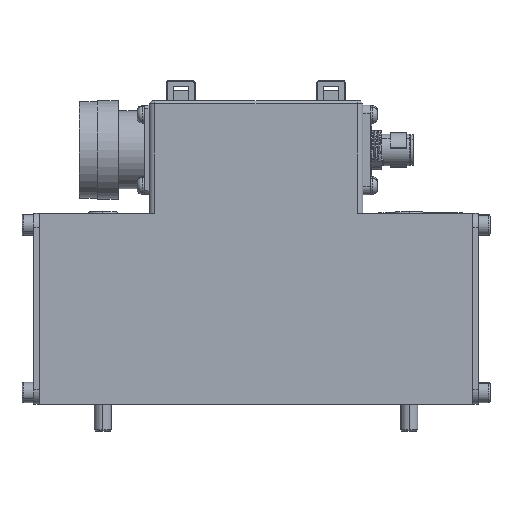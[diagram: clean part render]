
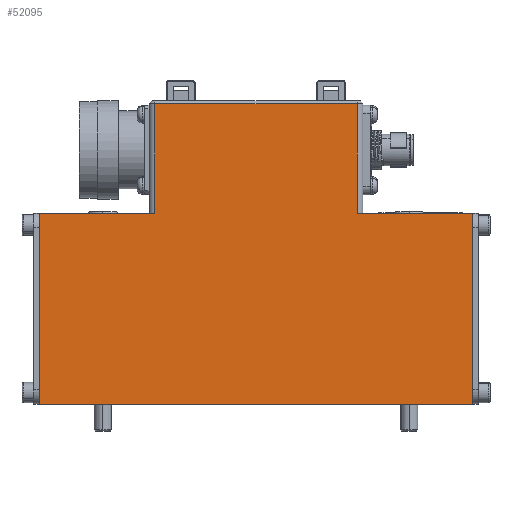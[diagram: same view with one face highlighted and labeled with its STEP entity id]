
A CAD part, top view. The second image highlights one B-rep face of the part: STEP entity #52095.
In plain terms, the highlighted planar face has unit normal (0, 0, 1).
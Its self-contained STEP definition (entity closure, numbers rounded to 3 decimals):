
#1247 = VECTOR ( 'NONE', #42244, 1000. ) ;
#4485 = EDGE_CURVE ( 'NONE', #42671, #48884, #58093, .T. ) ;
#4854 = VECTOR ( 'NONE', #51775, 1000. ) ;
#6345 = VECTOR ( 'NONE', #35707, 1000. ) ;
#6423 = DIRECTION ( 'NONE',  ( -1., 0., 0. ) ) ;
#7939 = CARTESIAN_POINT ( 'NONE',  ( -75., 66., 23. ) ) ;
#9312 = CARTESIAN_POINT ( 'NONE',  ( 75., 0., 23. ) ) ;
#10066 = EDGE_CURVE ( 'NONE', #48884, #49192, #65661, .T. ) ;
#10067 = CARTESIAN_POINT ( 'NONE',  ( -75., 66., 23. ) ) ;
#11735 = PLANE ( 'NONE',  #61872 ) ;
#11748 = CARTESIAN_POINT ( 'NONE',  ( 75., 66., 23. ) ) ;
#12944 = VECTOR ( 'NONE', #29621, 1000. ) ;
#13716 = CARTESIAN_POINT ( 'NONE',  ( -35., 66., 23. ) ) ;
#14481 = VECTOR ( 'NONE', #6423, 1000. ) ;
#14616 = EDGE_CURVE ( 'NONE', #41072, #49192, #18065, .T. ) ;
#18065 = LINE ( 'NONE', #46974, #46792 ) ;
#19223 = VERTEX_POINT ( 'NONE', #39983 ) ;
#23382 = CARTESIAN_POINT ( 'NONE',  ( -35., 104., 23. ) ) ;
#25814 = EDGE_CURVE ( 'NONE', #53854, #19223, #60118, .T. ) ;
#27707 = ORIENTED_EDGE ( 'NONE', *, *, #39094, .T. ) ;
#27874 = EDGE_CURVE ( 'NONE', #19223, #53060, #53777, .T. ) ;
#28733 = CARTESIAN_POINT ( 'NONE',  ( -75., 66., 23. ) ) ;
#28973 = DIRECTION ( 'NONE',  ( 0., 1., 0. ) ) ;
#29254 = ORIENTED_EDGE ( 'NONE', *, *, #27874, .T. ) ;
#29621 = DIRECTION ( 'NONE',  ( 0., 1., 0. ) ) ;
#29935 = CARTESIAN_POINT ( 'NONE',  ( -35., 66., 23. ) ) ;
#30440 = DIRECTION ( 'NONE',  ( 1., 0., 0. ) ) ;
#31258 = ORIENTED_EDGE ( 'NONE', *, *, #25814, .T. ) ;
#32954 = LINE ( 'NONE', #47739, #63367 ) ;
#34614 = ORIENTED_EDGE ( 'NONE', *, *, #4485, .F. ) ;
#35095 = ORIENTED_EDGE ( 'NONE', *, *, #14616, .T. ) ;
#35707 = DIRECTION ( 'NONE',  ( 0., -1., 0. ) ) ;
#39094 = EDGE_CURVE ( 'NONE', #42671, #53854, #43409, .T. ) ;
#39983 = CARTESIAN_POINT ( 'NONE',  ( -35., 104., 23. ) ) ;
#41072 = VERTEX_POINT ( 'NONE', #50031 ) ;
#42244 = DIRECTION ( 'NONE',  ( 0., -1., 0. ) ) ;
#42671 = VERTEX_POINT ( 'NONE', #45534 ) ;
#43340 = LINE ( 'NONE', #7939, #1247 ) ;
#43409 = LINE ( 'NONE', #69637, #12944 ) ;
#43884 = ORIENTED_EDGE ( 'NONE', *, *, #10066, .F. ) ;
#44337 = ORIENTED_EDGE ( 'NONE', *, *, #66825, .F. ) ;
#45534 = CARTESIAN_POINT ( 'NONE',  ( 35., 66., 23. ) ) ;
#46579 = CARTESIAN_POINT ( 'NONE',  ( 35., 104., 23. ) ) ;
#46792 = VECTOR ( 'NONE', #52694, 1000. ) ;
#46974 = CARTESIAN_POINT ( 'NONE',  ( -75., 0., 23. ) ) ;
#47542 = EDGE_CURVE ( 'NONE', #49290, #41072, #43340, .T. ) ;
#47739 = CARTESIAN_POINT ( 'NONE',  ( -75., 66., 23. ) ) ;
#48884 = VERTEX_POINT ( 'NONE', #62883 ) ;
#49192 = VERTEX_POINT ( 'NONE', #9312 ) ;
#49290 = VERTEX_POINT ( 'NONE', #10067 ) ;
#49760 = DIRECTION ( 'NONE',  ( 1., 0., 0. ) ) ;
#50031 = CARTESIAN_POINT ( 'NONE',  ( -75., 0., 23. ) ) ;
#51775 = DIRECTION ( 'NONE',  ( 0., -1., 0. ) ) ;
#52095 = ADVANCED_FACE ( 'NONE', ( #63813 ), #11735, .F. ) ;
#52694 = DIRECTION ( 'NONE',  ( 1., 0., 0. ) ) ;
#53060 = VERTEX_POINT ( 'NONE', #13716 ) ;
#53777 = LINE ( 'NONE', #29935, #6345 ) ;
#53854 = VERTEX_POINT ( 'NONE', #46579 ) ;
#55242 = CARTESIAN_POINT ( 'NONE',  ( -75., 66., 23. ) ) ;
#56300 = VECTOR ( 'NONE', #49760, 1000. ) ;
#58093 = LINE ( 'NONE', #55242, #56300 ) ;
#60118 = LINE ( 'NONE', #23382, #14481 ) ;
#60944 = EDGE_LOOP ( 'NONE', ( #27707, #31258, #29254, #44337, #72891, #35095, #43884, #34614 ) ) ;
#61872 = AXIS2_PLACEMENT_3D ( 'NONE', #28733, #63236, #28973 ) ;
#62883 = CARTESIAN_POINT ( 'NONE',  ( 75., 66., 23. ) ) ;
#63236 = DIRECTION ( 'NONE',  ( 0., 0., -1. ) ) ;
#63367 = VECTOR ( 'NONE', #30440, 1000. ) ;
#63813 = FACE_OUTER_BOUND ( 'NONE', #60944, .T. ) ;
#65661 = LINE ( 'NONE', #11748, #4854 ) ;
#66825 = EDGE_CURVE ( 'NONE', #49290, #53060, #32954, .T. ) ;
#69637 = CARTESIAN_POINT ( 'NONE',  ( 35., 66., 23. ) ) ;
#72891 = ORIENTED_EDGE ( 'NONE', *, *, #47542, .T. ) ;
